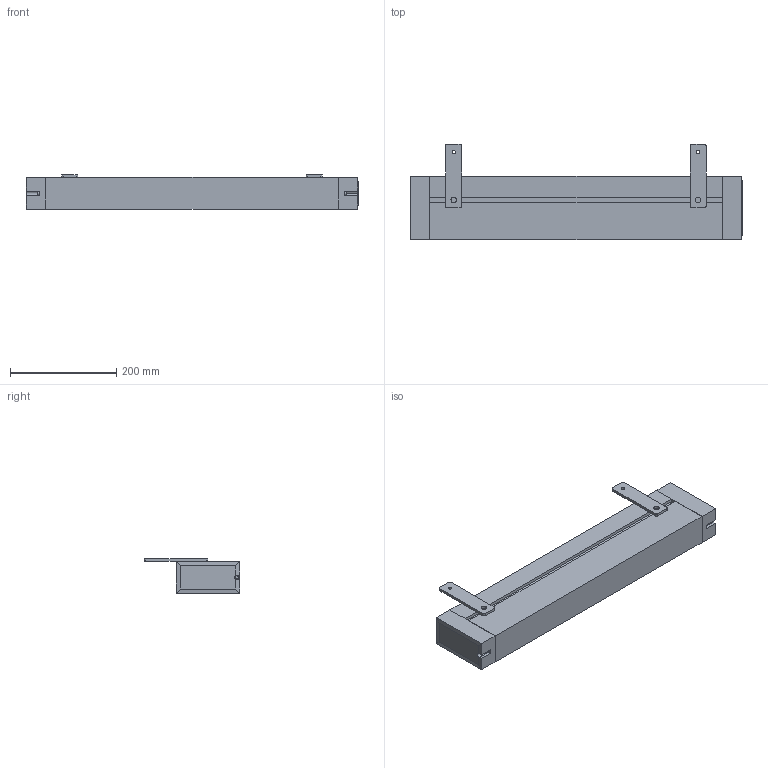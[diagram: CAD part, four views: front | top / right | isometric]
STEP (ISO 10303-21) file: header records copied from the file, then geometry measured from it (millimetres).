
FILE_DESCRIPTION (( 'STEP AP214' ), '1' );
FILE_NAME ('6530023', '2019-01-31T12:12:05', ( '' ), ('JUGARD+KÜNSTNER GmbH'), 'SwSTEP 2.0', 'SolidWorks 2017', '' );
FILE_SCHEMA (( 'AUTOMOTIVE_DESIGN' ));
Length unit declared in the file: millimetre
Products named in the file (4): Kopie von Lasche_4^6530023; 6530023_CNAJF00; Kopie von 6530023^6530023; Kopie von Lasche_3^6530023
Assembly tree (3 placements, depth 2):
  6530023_CNAJF00
    Kopie von 6530023^6530023
    Kopie von Lasche_3^6530023
    Kopie von Lasche_4^6530023
Bounding box: 625 x 180.01 x 65.01 mm (x, y, z)
Volume: 4356392.8 mm3; surface area: 282679.9 mm2
Topology: 3 solids, 3 shells, 89 faces, 237 edges, 158 vertices
Faces by surface type: plane 62, cylinder 23, cone 4
Entity records: 3287 total; most frequent: CARTESIAN_POINT 502, DIRECTION 477, ORIENTED_EDGE 474, EDGE_CURVE 237, VECTOR 179, LINE 179, VERTEX_POINT 158, AXIS2_PLACEMENT_3D 149
